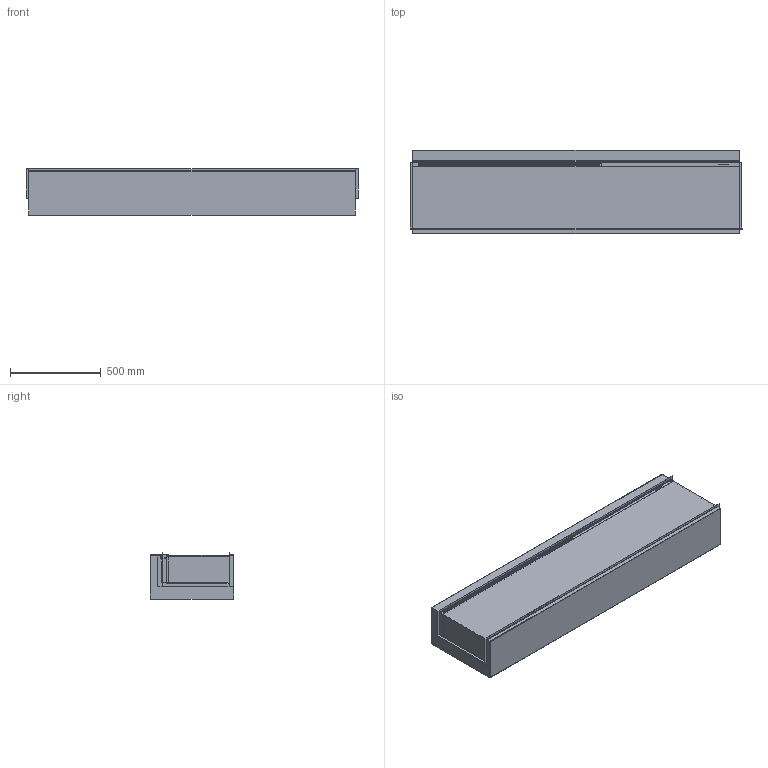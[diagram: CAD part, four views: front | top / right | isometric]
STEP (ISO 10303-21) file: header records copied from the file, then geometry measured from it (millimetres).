
FILE_DESCRIPTION (( 'STEP AP214' ), '1' );
FILE_NAME ('1800 GoEco.STEP', '2025-12-08T13:20:05', ( '' ), ( '' ), 'SwSTEP 2.0', 'SolidWorks 2024', '' );
FILE_SCHEMA (( 'AUTOMOTIVE_DESIGN' ));
Length unit declared in the file: millimetre
Products named in the file (1): 1800 GoEco
Bounding box: 1830 x 460 x 258 mm (x, y, z)
Volume: 5802108.5 mm3; surface area: 5871280.2 mm2
Topology: 18 solids, 18 shells, 1307 faces, 3693 edges, 2422 vertices
Faces by surface type: plane 1265, cylinder 42
Entity records: 42523 total; most frequent: CARTESIAN_POINT 7423, ORIENTED_EDGE 7386, DIRECTION 6393, EDGE_CURVE 3693, VECTOR 3609, LINE 3609, VERTEX_POINT 2422, EDGE_LOOP 1825
